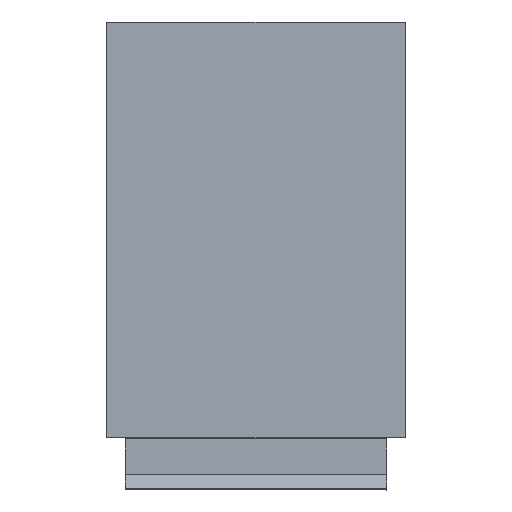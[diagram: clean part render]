
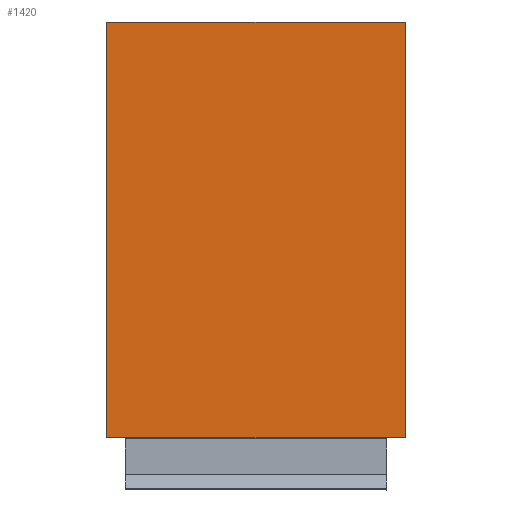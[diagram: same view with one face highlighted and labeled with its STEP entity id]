
A CAD part, front view. The second image highlights one B-rep face of the part: STEP entity #1420.
In plain terms, the highlighted planar face has unit normal (0, -1, 0).
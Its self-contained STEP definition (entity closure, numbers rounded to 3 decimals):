
#1407=AXIS2_PLACEMENT_3D('Plane Axis2P3D',#1404,#1405,#1406) ;
#983=CARTESIAN_POINT('Vertex',(50.3,0.,78.8)) ;
#997=CARTESIAN_POINT('Vertex',(0.,0.,78.8)) ;
#1000=CARTESIAN_POINT('Line Origine',(25.15,0.,78.8)) ;
#1159=CARTESIAN_POINT('Line Origine',(50.3,0.,43.8)) ;
#1163=CARTESIAN_POINT('Vertex',(50.3,0.,8.8)) ;
#1384=CARTESIAN_POINT('Line Origine',(0.,0.,43.8)) ;
#1388=CARTESIAN_POINT('Vertex',(0.,0.,8.8)) ;
#1404=CARTESIAN_POINT('Axis2P3D Location',(48.35,0.,9.6)) ;
#1409=CARTESIAN_POINT('Line Origine',(25.15,0.,8.8)) ;
#1001=DIRECTION('Vector Direction',(1.,0.,0.)) ;
#1160=DIRECTION('Vector Direction',(0.,0.,1.)) ;
#1385=DIRECTION('Vector Direction',(0.,0.,-1.)) ;
#1405=DIRECTION('Axis2P3D Direction',(0.,1.,0.)) ;
#1406=DIRECTION('Axis2P3D XDirection',(0.,0.,-1.)) ;
#1410=DIRECTION('Vector Direction',(1.,0.,0.)) ;
#1002=VECTOR('Line Direction',#1001,1.) ;
#1161=VECTOR('Line Direction',#1160,1.) ;
#1386=VECTOR('Line Direction',#1385,1.) ;
#1411=VECTOR('Line Direction',#1410,1.) ;
#1415=ORIENTED_EDGE('',*,*,#1413,.T.) ;
#1416=ORIENTED_EDGE('',*,*,#1165,.T.) ;
#1417=ORIENTED_EDGE('',*,*,#1004,.F.) ;
#1418=ORIENTED_EDGE('',*,*,#1390,.T.) ;
#1420=ADVANCED_FACE('SWITCH',(#1419),#1408,.F.) ;
#1004=EDGE_CURVE('',#998,#984,#1003,.T.) ;
#1165=EDGE_CURVE('',#1164,#984,#1162,.T.) ;
#1390=EDGE_CURVE('',#998,#1389,#1387,.T.) ;
#1413=EDGE_CURVE('',#1389,#1164,#1412,.T.) ;
#1414=EDGE_LOOP('',(#1415,#1416,#1417,#1418)) ;
#1419=FACE_OUTER_BOUND('',#1414,.T.) ;
#1003=LINE('Line',#1000,#1002) ;
#1162=LINE('Line',#1159,#1161) ;
#1387=LINE('Line',#1384,#1386) ;
#1412=LINE('Line',#1409,#1411) ;
#1408=PLANE('',#1407) ;
#984=VERTEX_POINT('',#983) ;
#998=VERTEX_POINT('',#997) ;
#1164=VERTEX_POINT('',#1163) ;
#1389=VERTEX_POINT('',#1388) ;
